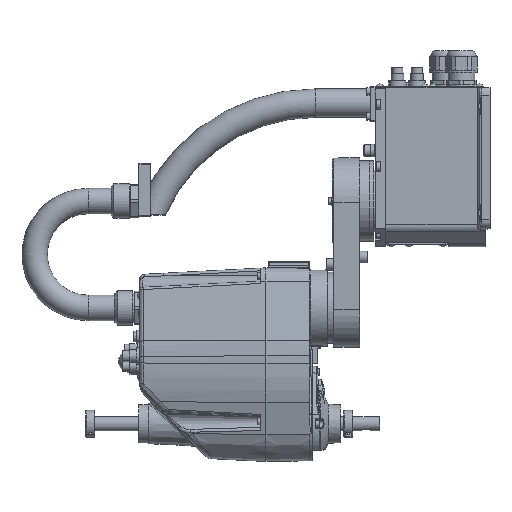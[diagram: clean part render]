
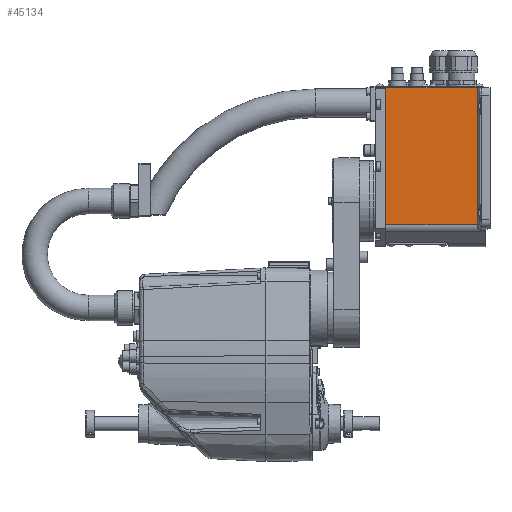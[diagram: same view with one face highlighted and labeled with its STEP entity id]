
A CAD part, left-side view. The second image highlights one B-rep face of the part: STEP entity #45134.
In plain terms, the highlighted planar face has unit normal (-1, 0, 0).
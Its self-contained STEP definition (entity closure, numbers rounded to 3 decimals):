
#4964=PLANE('',#48081);
#6163=FACE_OUTER_BOUND('',#8974,.T.);
#8974=EDGE_LOOP('',(#31904,#31905,#31906,#31907));
#12422=LINE('',#68898,#15553);
#12456=LINE('',#69020,#15587);
#12457=LINE('',#69023,#15588);
#12458=LINE('',#69024,#15589);
#15553=VECTOR('',#53606,102.694);
#15587=VECTOR('',#53658,153.858);
#15588=VECTOR('',#53661,102.694);
#15589=VECTOR('',#53662,153.858);
#21268=VERTEX_POINT('',#68895);
#21269=VERTEX_POINT('',#68897);
#21300=VERTEX_POINT('',#69018);
#21301=VERTEX_POINT('',#69022);
#25311=EDGE_CURVE('',#21269,#21268,#12422,.T.);
#25350=EDGE_CURVE('',#21300,#21268,#12456,.T.);
#25351=EDGE_CURVE('',#21300,#21301,#12457,.T.);
#25352=EDGE_CURVE('',#21301,#21269,#12458,.T.);
#31904=ORIENTED_EDGE('',*,*,#25311,.T.);
#31905=ORIENTED_EDGE('',*,*,#25350,.F.);
#31906=ORIENTED_EDGE('',*,*,#25351,.T.);
#31907=ORIENTED_EDGE('',*,*,#25352,.T.);
#45134=ADVANCED_FACE('',(#6163),#4964,.T.);
#48081=AXIS2_PLACEMENT_3D('',#69021,#53659,#53660);
#53606=DIRECTION('',(0.,1.,0.));
#53658=DIRECTION('',(0.,0.,1.));
#53659=DIRECTION('center_axis',(-1.,0.,0.));
#53660=DIRECTION('ref_axis',(0.,0.,1.));
#53661=DIRECTION('',(0.,-1.,0.));
#53662=DIRECTION('',(0.,0.,1.));
#68895=CARTESIAN_POINT('',(-50.5,117.,127.));
#68897=CARTESIAN_POINT('',(-50.5,14.306,127.));
#68898=CARTESIAN_POINT('',(-50.5,14.306,127.));
#69018=CARTESIAN_POINT('',(-50.5,117.,-26.858));
#69020=CARTESIAN_POINT('',(-50.5,117.,-26.858));
#69021=CARTESIAN_POINT('Origin',(-50.5,0.,0.));
#69022=CARTESIAN_POINT('',(-50.5,14.306,-26.858));
#69023=CARTESIAN_POINT('',(-50.5,117.,-26.858));
#69024=CARTESIAN_POINT('',(-50.5,14.306,-26.858));
